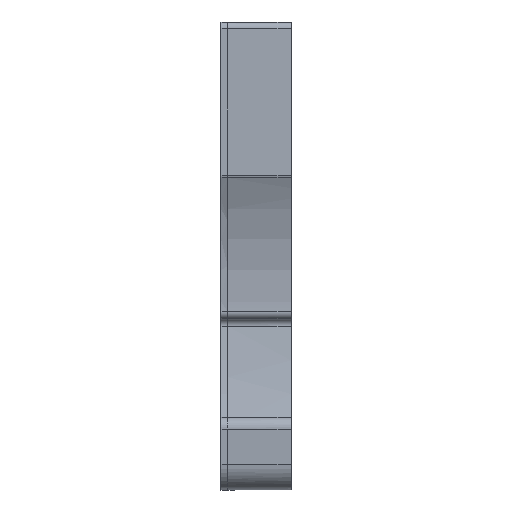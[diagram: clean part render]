
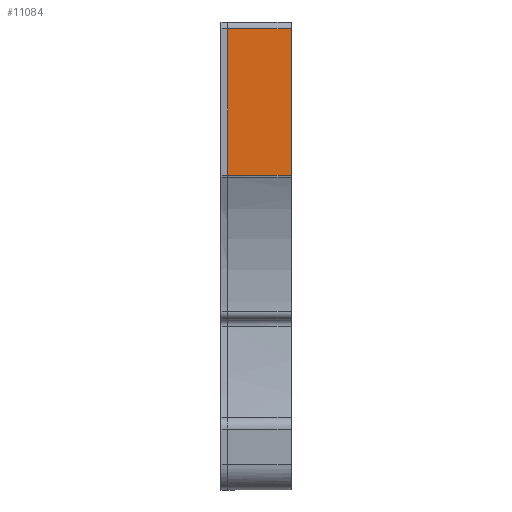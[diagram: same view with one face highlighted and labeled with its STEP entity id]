
A CAD part, front view. The second image highlights one B-rep face of the part: STEP entity #11084.
In plain terms, the highlighted planar face has unit normal (0, -1, 0).
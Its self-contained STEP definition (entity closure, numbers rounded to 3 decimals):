
#11057=AXIS2_PLACEMENT_3D('Plane Axis2P3D',#11054,#11055,#11056) ;
#8772=CARTESIAN_POINT('Vertex',(5.1,0.,33.55)) ;
#8775=CARTESIAN_POINT('Line Origine',(5.1,0.,28.23)) ;
#8779=CARTESIAN_POINT('Vertex',(5.1,0.,22.911)) ;
#11054=CARTESIAN_POINT('Axis2P3D Location',(0.,0.,22.911)) ;
#11059=CARTESIAN_POINT('Line Origine',(0.5,0.,28.23)) ;
#11063=CARTESIAN_POINT('Vertex',(0.5,0.,22.911)) ;
#11065=CARTESIAN_POINT('Vertex',(0.5,0.,33.55)) ;
#11068=CARTESIAN_POINT('Line Origine',(2.8,0.,22.911)) ;
#11073=CARTESIAN_POINT('Line Origine',(2.8,0.,33.55)) ;
#8776=DIRECTION('Vector Direction',(0.,0.,1.)) ;
#11055=DIRECTION('Axis2P3D Direction',(0.,1.,0.)) ;
#11056=DIRECTION('Axis2P3D XDirection',(0.,0.,1.)) ;
#11060=DIRECTION('Vector Direction',(0.,0.,-1.)) ;
#11069=DIRECTION('Vector Direction',(1.,0.,0.)) ;
#11074=DIRECTION('Vector Direction',(1.,0.,0.)) ;
#8777=VECTOR('Line Direction',#8776,1.) ;
#11061=VECTOR('Line Direction',#11060,1.) ;
#11070=VECTOR('Line Direction',#11069,1.) ;
#11075=VECTOR('Line Direction',#11074,1.) ;
#11079=ORIENTED_EDGE('',*,*,#11067,.F.) ;
#11080=ORIENTED_EDGE('',*,*,#11072,.T.) ;
#11081=ORIENTED_EDGE('',*,*,#8781,.T.) ;
#11082=ORIENTED_EDGE('',*,*,#11077,.F.) ;
#11084=ADVANCED_FACE('KLTR ZTPE2.5/4AN/4.1\\KLTR ZTPE2.5/4AN/4',(#11083),#11058,.F.) ;
#8781=EDGE_CURVE('',#8780,#8773,#8778,.T.) ;
#11067=EDGE_CURVE('',#11064,#11066,#11062,.F.) ;
#11072=EDGE_CURVE('',#11064,#8780,#11071,.T.) ;
#11077=EDGE_CURVE('',#11066,#8773,#11076,.T.) ;
#11078=EDGE_LOOP('',(#11079,#11080,#11081,#11082)) ;
#11083=FACE_OUTER_BOUND('',#11078,.T.) ;
#8778=LINE('Line',#8775,#8777) ;
#11062=LINE('Line',#11059,#11061) ;
#11071=LINE('Line',#11068,#11070) ;
#11076=LINE('Line',#11073,#11075) ;
#11058=PLANE('',#11057) ;
#8773=VERTEX_POINT('',#8772) ;
#8780=VERTEX_POINT('',#8779) ;
#11064=VERTEX_POINT('',#11063) ;
#11066=VERTEX_POINT('',#11065) ;
